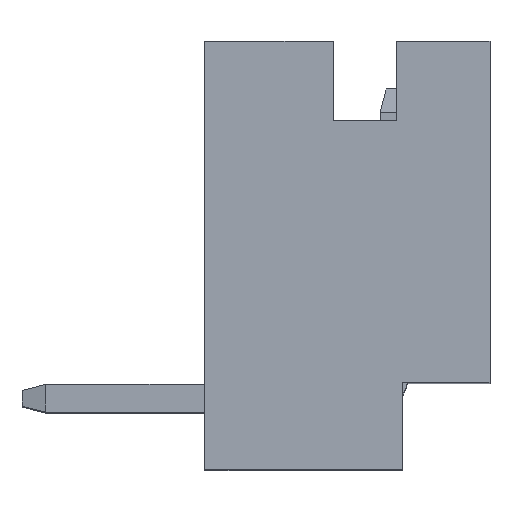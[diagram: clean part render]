
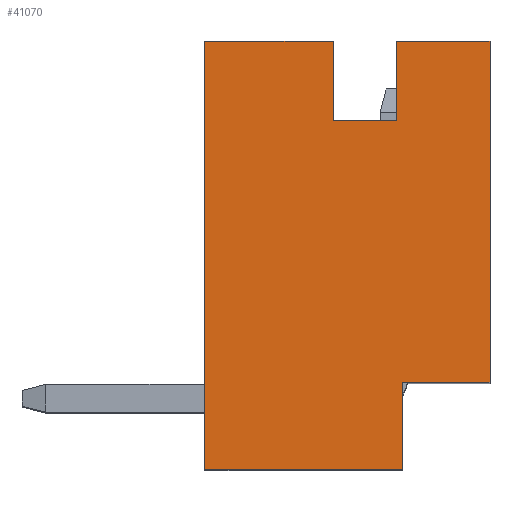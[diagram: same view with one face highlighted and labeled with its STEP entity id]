
A CAD part, top view. The second image highlights one B-rep face of the part: STEP entity #41070.
In plain terms, the highlighted planar face has unit normal (0, 0, 1).
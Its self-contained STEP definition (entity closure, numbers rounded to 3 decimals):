
#15060=CARTESIAN_POINT('',(0.008,1.77,5.2));
#15070=VERTEX_POINT('',#15060);
#15100=CARTESIAN_POINT('',(0.,1.77,5.2));
#15110=DIRECTION('',(1.,0.,0.));
#15120=VECTOR('',#15110,1.);
#15130=LINE('',#15100,#15120);
#15140=CARTESIAN_POINT('',(-0.792,1.77,5.2));
#15150=VERTEX_POINT('',#15140);
#15160=EDGE_CURVE('',#15150,#15070,#15130,.T.);
#24940=CARTESIAN_POINT('',(0.008,2.77,5.2));
#24950=VERTEX_POINT('',#24940);
#24980=CARTESIAN_POINT('',(0.008,0.,5.2
));
#24990=DIRECTION('',(0.,1.,0.));
#25000=VECTOR('',#24990,1.);
#25010=LINE('',#24980,#25000);
#25020=EDGE_CURVE('',#15070,#24950,#25010,.T.);
#27400=CARTESIAN_POINT('',(0.083,-1.53,5.2));
#27410=VERTEX_POINT('',#27400);
#27440=CARTESIAN_POINT('',(0.,-1.53,5.2));
#27450=DIRECTION('',(1.,0.,0.));
#27460=VECTOR('',#27450,1.);
#27470=LINE('',#27440,#27460);
#27480=CARTESIAN_POINT('',(1.183,-1.53,5.2));
#27490=VERTEX_POINT('',#27480);
#27500=EDGE_CURVE('',#27410,#27490,#27470,.T.);
#29860=CARTESIAN_POINT('',(-0.792,2.77,5.2));
#29870=DIRECTION('',(0.,-1.,0.));
#29880=VECTOR('',#29870,1.);
#29890=LINE('',#29860,#29880);
#29900=CARTESIAN_POINT('',(-0.792,2.77,5.2));
#29910=VERTEX_POINT('',#29900);
#29920=EDGE_CURVE('',#29910,#15150,#29890,.T.);
#31930=CARTESIAN_POINT('',(-2.417,2.77,5.2));
#31940=VERTEX_POINT('',#31930);
#31970=CARTESIAN_POINT('',(-2.417,0.,5.2));
#31980=DIRECTION('',(0.,-1.,0.));
#31990=VECTOR('',#31980,1.);
#32000=LINE('',#31970,#31990);
#32010=CARTESIAN_POINT('',(-2.417,-2.63,5.2));
#32020=VERTEX_POINT('',#32010);
#32030=EDGE_CURVE('',#31940,#32020,#32000,.T.);
#40350=CARTESIAN_POINT('',(1.183,0.,5.2));
#40360=DIRECTION('',(0.,1.,0.));
#40370=VECTOR('',#40360,1.);
#40380=LINE('',#40350,#40370);
#40390=CARTESIAN_POINT('',(1.183,2.77,5.2));
#40400=VERTEX_POINT('',#40390);
#40410=EDGE_CURVE('',#27490,#40400,#40380,.T.);
#40610=CARTESIAN_POINT('',(0.108,2.77,5.2));
#40620=DIRECTION('',(-1.,0.,0.));
#40630=VECTOR('',#40620,1.);
#40640=LINE('',#40610,#40630);
#40650=EDGE_CURVE('',#40400,#24950,#40640,.T.);
#40730=CARTESIAN_POINT('',(-0.318,-2.272,5.2));
#40740=DIRECTION('',(0.,0.,1.));
#40750=DIRECTION('',(1.,0.,0.));
#40760=AXIS2_PLACEMENT_3D('',#40730,#40740,#40750);
#40770=PLANE('',#40760);
#40780=ORIENTED_EDGE('',*,*,#32030,.T.);
#40790=CARTESIAN_POINT('',(0.,2.77,5.2));
#40800=DIRECTION('',(1.,0.,0.));
#40810=VECTOR('',#40800,1.);
#40820=LINE('',#40790,#40810);
#40830=EDGE_CURVE('',#31940,#29910,#40820,.T.);
#40840=ORIENTED_EDGE('',*,*,#40830,.F.);
#40850=ORIENTED_EDGE('',*,*,#29920,.F.);
#40860=ORIENTED_EDGE('',*,*,#15160,.F.);
#40870=ORIENTED_EDGE('',*,*,#25020,.F.);
#40880=ORIENTED_EDGE('',*,*,#40650,.T.);
#40890=ORIENTED_EDGE('',*,*,#40410,.T.);
#40900=ORIENTED_EDGE('',*,*,#27500,.T.);
#40910=CARTESIAN_POINT('',(0.083,-2.43,5.2));
#40920=DIRECTION('',(0.,-1.,0.));
#40930=VECTOR('',#40920,1.);
#40940=LINE('',#40910,#40930);
#40950=CARTESIAN_POINT('',(0.083,-2.63,5.2));
#40960=VERTEX_POINT('',#40950);
#40970=EDGE_CURVE('',#27410,#40960,#40940,.T.);
#40980=ORIENTED_EDGE('',*,*,#40970,.F.);
#40990=CARTESIAN_POINT('',(0.,-2.63,5.2));
#41000=DIRECTION('',(1.,0.,0.));
#41010=VECTOR('',#41000,1.);
#41020=LINE('',#40990,#41010);
#41030=EDGE_CURVE('',#32020,#40960,#41020,.T.);
#41040=ORIENTED_EDGE('',*,*,#41030,.T.);
#41050=EDGE_LOOP('',(#41040,#40980,#40900,#40890,#40880,#40870,#40860,
#40850,#40840,#40780));
#41060=FACE_OUTER_BOUND('',#41050,.T.);
#41070=ADVANCED_FACE('',(#41060),#40770,.T.);
